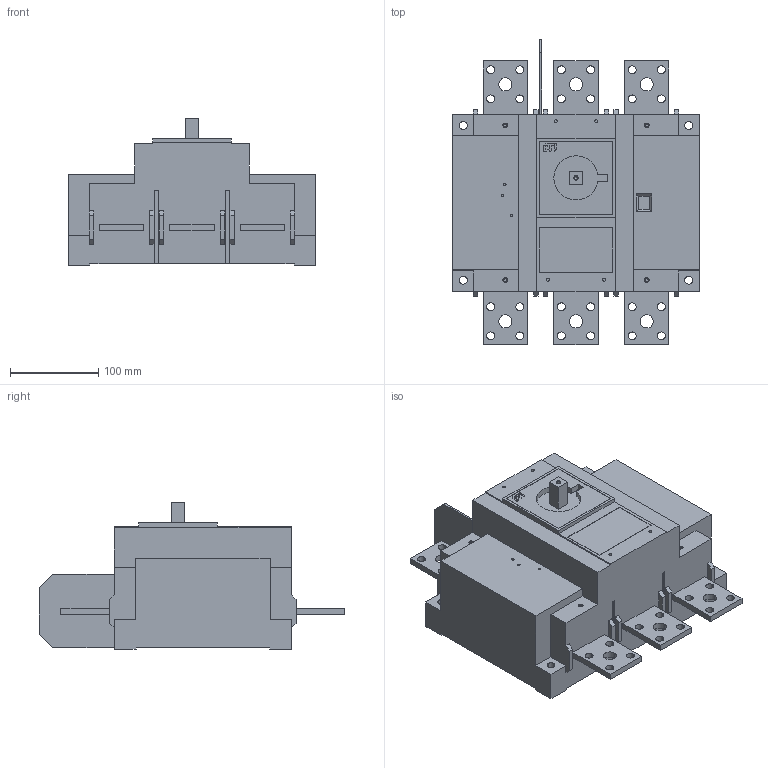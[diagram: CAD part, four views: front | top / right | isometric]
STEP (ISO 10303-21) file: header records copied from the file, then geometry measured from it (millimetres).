
FILE_DESCRIPTION((''),'2;1');
FILE_NAME('LBS_800_3P','2017-10-25T',('luka.skrinjar'),('Audax d.o.o.'),'CREO PARAMETRIC BY PTC INC, 2016050','CREO PARAMETRIC BY PTC INC, 2016050','');
FILE_SCHEMA(('AUTOMOTIVE_DESIGN { 1 0 10303 214 1 1 1 1 }'));
Length unit declared in the file: millimetre
Products named in the file (1): LBS_800_3P
Bounding box: 280 x 345.5 x 166 mm (x, y, z)
Volume: 6387591.7 mm3; surface area: 336916.2 mm2
Topology: 1 solids, 4 shells, 536 faces, 1451 edges, 982 vertices
Faces by surface type: plane 335, cylinder 152, extrusion 29, cone 20
Entity records: 22788 total; most frequent: CARTESIAN_POINT 3488, ORIENTED_EDGE 2898, DIRECTION 2836, PRESENTATION_STYLE_ASSIGNMENT 1560, STYLED_ITEM 1450, CURVE_STYLE 1449, EDGE_CURVE 1449, VECTOR 1018
